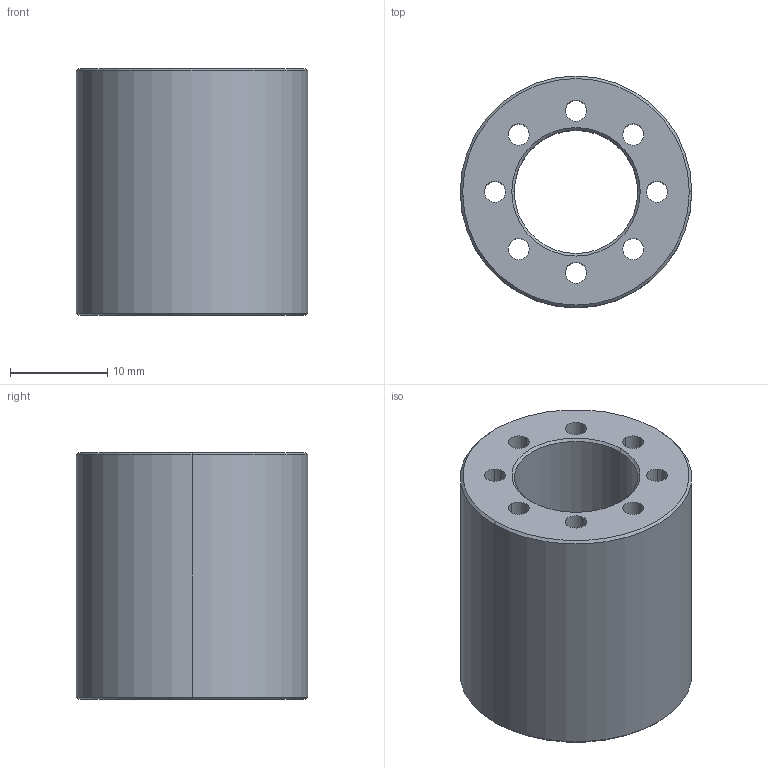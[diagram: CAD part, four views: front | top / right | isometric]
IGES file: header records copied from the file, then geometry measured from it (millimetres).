
Start section: Data from XPlus IGES,  Spatial Corp. Copyright (c) 1999-2006 .
Global section: file name: NoName; native system:  By Spatial Corp.; preprocessor: XPlus ACIS/IGES; author: Noname; organization: Noname; date: 20090924.210707; units: inch
Bounding box: 23.81 x 23.81 x 25.4 mm (x, y, z)
Volume: 7324.6 mm3; surface area: 4850.6 mm2
Topology: 1 solids, 1 shells, 30 faces, 86 edges, 58 vertices
Faces by surface type: bspline 30
